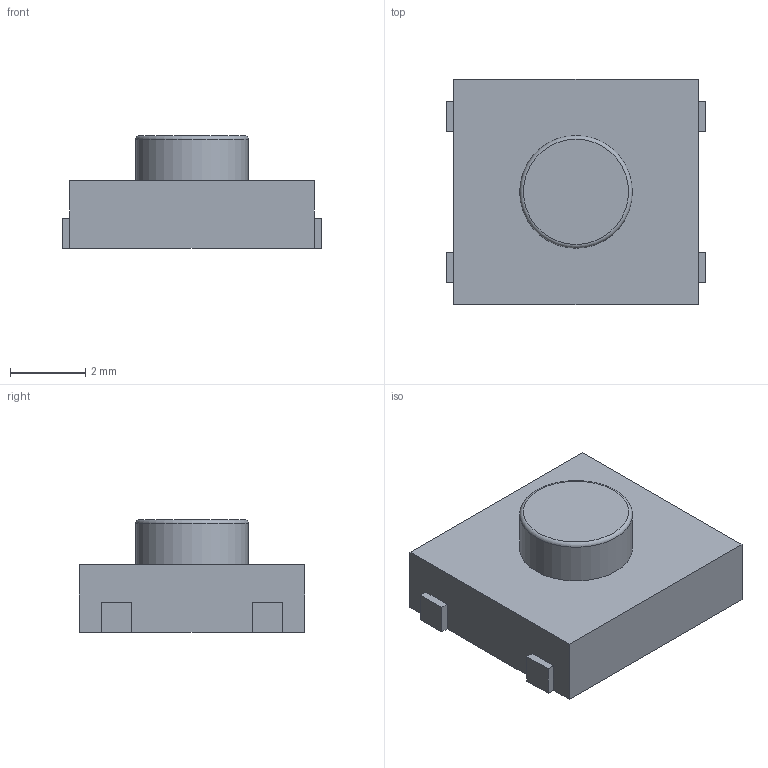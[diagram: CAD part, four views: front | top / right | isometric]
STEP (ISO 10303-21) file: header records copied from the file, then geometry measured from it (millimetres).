
FILE_DESCRIPTION(('FreeCAD Model'),'2;1');
FILE_NAME('EVQ-Q2U03W .step', '2020-07-06T20:40:08',('Author'),(''), 'Open CASCADE STEP processor 7.4','FreeCAD','Unknown');
FILE_SCHEMA(('AUTOMOTIVE_DESIGN { 1 0 10303 214 1 1 1 1 }'));
Length unit declared in the file: millimetre
Products named in the file (1): Body
Bounding box: 6.9 x 6 x 3 mm (x, y, z)
Volume: 79.2 mm3; surface area: 136.5 mm2
Topology: 1 solids, 1 shells, 29 faces, 69 edges, 43 vertices
Faces by surface type: plane 27, cylinder 1, torus 1
Full cylindrical faces by diameter (mm): 3 x1
Entity records: 1737 total; most frequent: CARTESIAN_POINT 286, DIRECTION 270, LINE 201, VECTOR 201, ORIENTED_EDGE 138, PCURVE 138, DEFINITIONAL_REPRESENTATION 138, EDGE_CURVE 69
